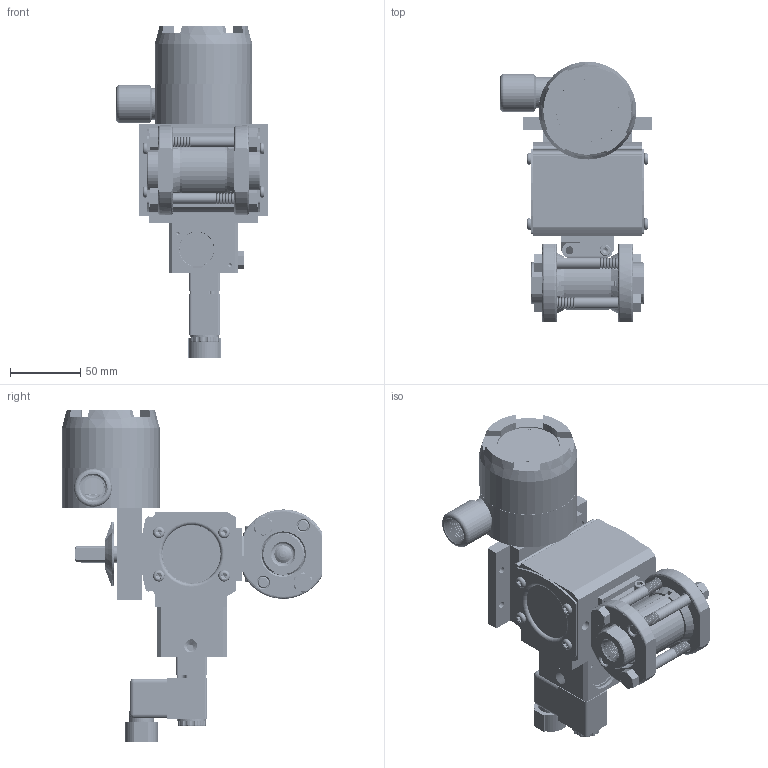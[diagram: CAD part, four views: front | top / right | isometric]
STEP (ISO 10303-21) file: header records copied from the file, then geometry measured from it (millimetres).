
FILE_DESCRIPTION (( 'STEP AP203' ), '1' );
FILE_NAME ('27XXSEFA512D4GPDCLS.step', '2018-09-05T12:29:16', ( '' ), ( '' ), 'SwSTEP 2.0', 'SolidWorks 2018', '' );
FILE_SCHEMA (( 'CONFIG_CONTROL_DESIGN' ));
Products named in the file (1): 27XXSEFA512D4GPDCLS
Bounding box: 107.71 x 184.85 x 235.76 mm (x, y, z)
Volume: 668514.3 mm3; surface area: 252418.5 mm2
Topology: 53 solids, 53 shells, 4710 faces, 12628 edges, 8037 vertices
Faces by surface type: cylinder 2099, cone 1443, plane 773, bspline 205, torus 184, sphere 6
Entity records: 236828 total; most frequent: CARTESIAN_POINT 123357, ORIENTED_EDGE 24892, DIRECTION 23400, EDGE_CURVE 12446, AXIS2_PLACEMENT_3D 9405, VERTEX_POINT 8033, EDGE_LOOP 5077, CIRCLE 4899
